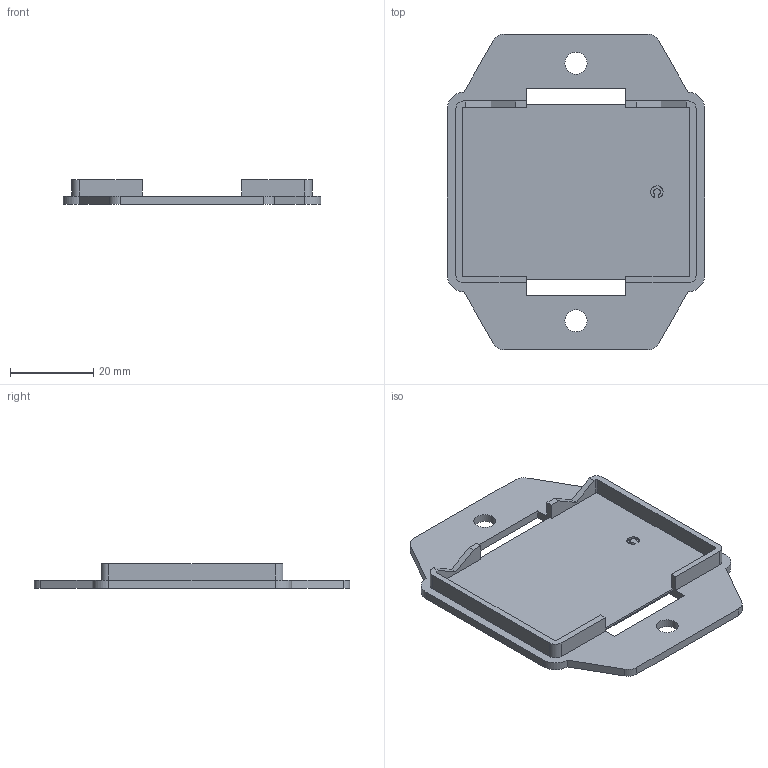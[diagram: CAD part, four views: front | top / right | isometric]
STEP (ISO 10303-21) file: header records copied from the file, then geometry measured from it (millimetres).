
FILE_DESCRIPTION(/* description */ ('STEP AP242','CAx-IF Rec.Pracs.---Representation and Presentation of Product Manufacturing Information (PMI)---4.0---2014-10-13','CAx-IF Rec.Pracs.---3D Tessellated Geometry---0.4---2014-09-14','2;1'),/* implementation_level */ '2;1');
FILE_NAME(/* name */ '68f1bf704bca016912b7b5f3',/* time_stamp */ '2025-10-17T04:00:48Z',/* author */ (''),/* organization */ (''),/* preprocessor_version */ 'ST-DEVELOPER v20',/* originating_system */ 'ONSHAPE BY PTC INC, 1.205',/* authorisation */ ' ');
FILE_SCHEMA (('AP242_MANAGED_MODEL_BASED_3D_ENGINEERING_MIM_LF { 1 0 10303 442 1 1 4 }'));
Length unit declared in the file: metre
Products named in the file (1): Back Cover
Bounding box: 62 x 76 x 6 mm (x, y, z)
Volume: 8001.8 mm3; surface area: 10039.4 mm2
Topology: 1 solids, 1 shells, 97 faces, 282 edges, 188 vertices
Faces by surface type: plane 51, cylinder 34, bspline 12
Full cylindrical faces by diameter (mm): 5.3 x2
Entity records: 3280 total; most frequent: CARTESIAN_POINT 698, ORIENTED_EDGE 560, DIRECTION 496, EDGE_CURVE 280, LINE 188, VECTOR 188, VERTEX_POINT 188, AXIS2_PLACEMENT_3D 154
